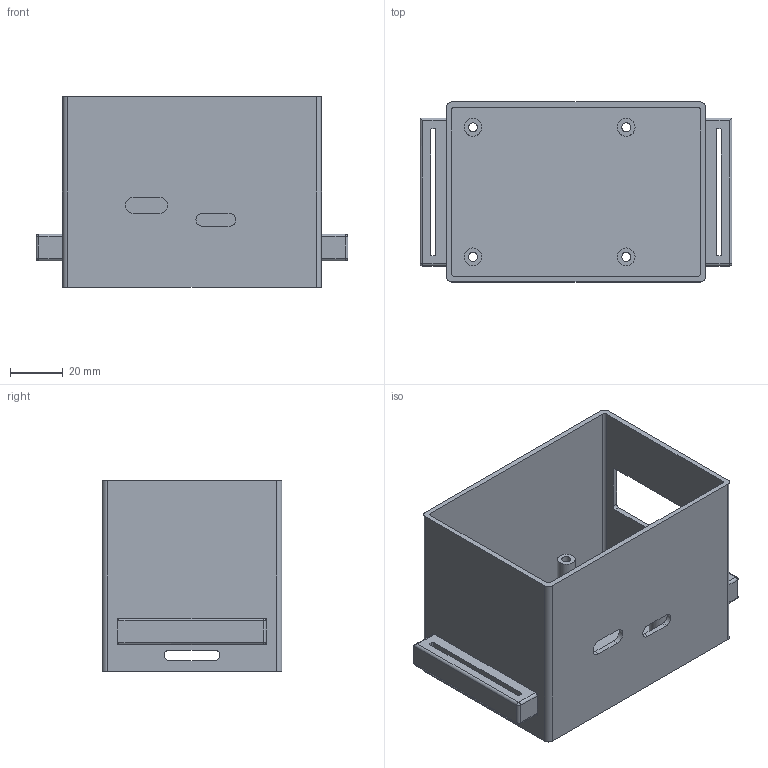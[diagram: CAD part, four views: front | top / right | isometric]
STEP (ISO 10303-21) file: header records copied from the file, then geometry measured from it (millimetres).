
FILE_DESCRIPTION(('FreeCAD Model'),'2;1');
FILE_NAME('Open CASCADE Shape Model','2025-11-13T13:31:22',(''),(''), 'Open CASCADE STEP processor 7.7','FreeCAD','Unknown');
FILE_SCHEMA(('AUTOMOTIVE_DESIGN { 1 0 10303 214 1 1 1 1 }'));
Length unit declared in the file: millimetre
Products named in the file (1): Body
Bounding box: 118 x 68 x 72 mm (x, y, z)
Volume: 66914.5 mm3; surface area: 63661.6 mm2
Topology: 1 solids, 1 shells, 108 faces, 279 edges, 176 vertices
Faces by surface type: plane 54, cylinder 50, sphere 4
Full cylindrical faces by diameter (mm): 3.4 x4, 6.7 x4
Entity records: 3329 total; most frequent: DIRECTION 589, CARTESIAN_POINT 560, ORIENTED_EDGE 552, EDGE_CURVE 275, AXIS2_PLACEMENT_3D 205, LINE 179, VECTOR 179, VERTEX_POINT 176
